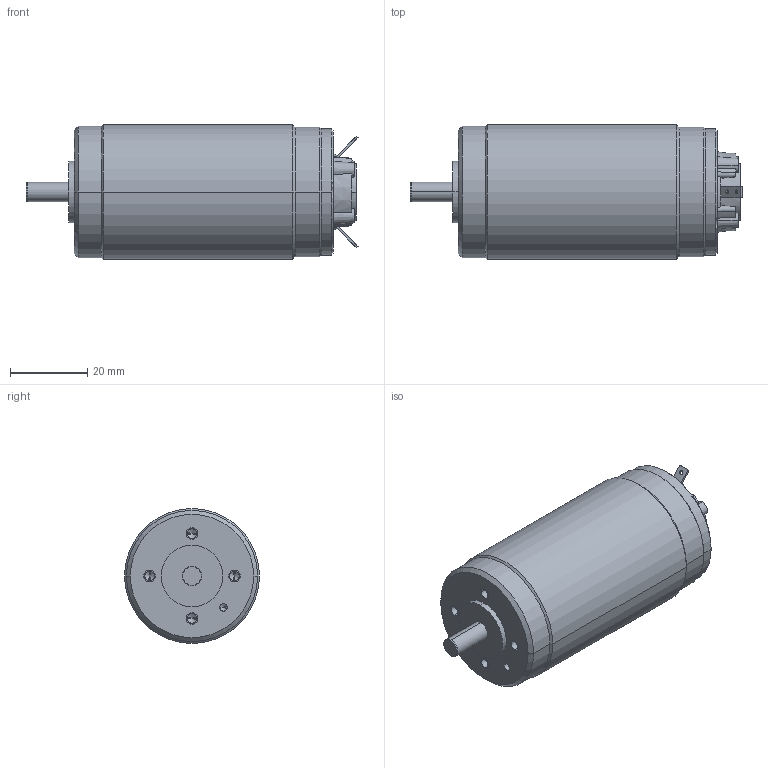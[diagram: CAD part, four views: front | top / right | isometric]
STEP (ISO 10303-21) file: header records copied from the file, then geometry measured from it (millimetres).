
FILE_DESCRIPTION((''),'2;1');
FILE_NAME('35GLT_2R_82_50','2015-11-27T',('vinayak.bharmal'),(''),'PRO/ENGINEER BY PARAMETRIC TECHNOLOGY CORPORATION, 2014310','PRO/ENGINEER BY PARAMETRIC TECHNOLOGY CORPORATION, 2014310','');
FILE_SCHEMA(('CONFIG_CONTROL_DESIGN'));
Length unit declared in the file: millimetre
Products named in the file (1): 35GLT_2R_82_50
Bounding box: 86.07 x 35 x 35 mm (x, y, z)
Volume: 64445.5 mm3; surface area: 10687.5 mm2
Topology: 1 solids, 5 shells, 251 faces, 629 edges, 407 vertices
Faces by surface type: cylinder 97, plane 86, cone 64, torus 4
Entity records: 7877 total; most frequent: CARTESIAN_POINT 1645, DIRECTION 1401, ORIENTED_EDGE 1222, EDGE_CURVE 619, AXIS2_PLACEMENT_3D 586, VERTEX_POINT 407, CIRCLE 334, EDGE_LOOP 296
